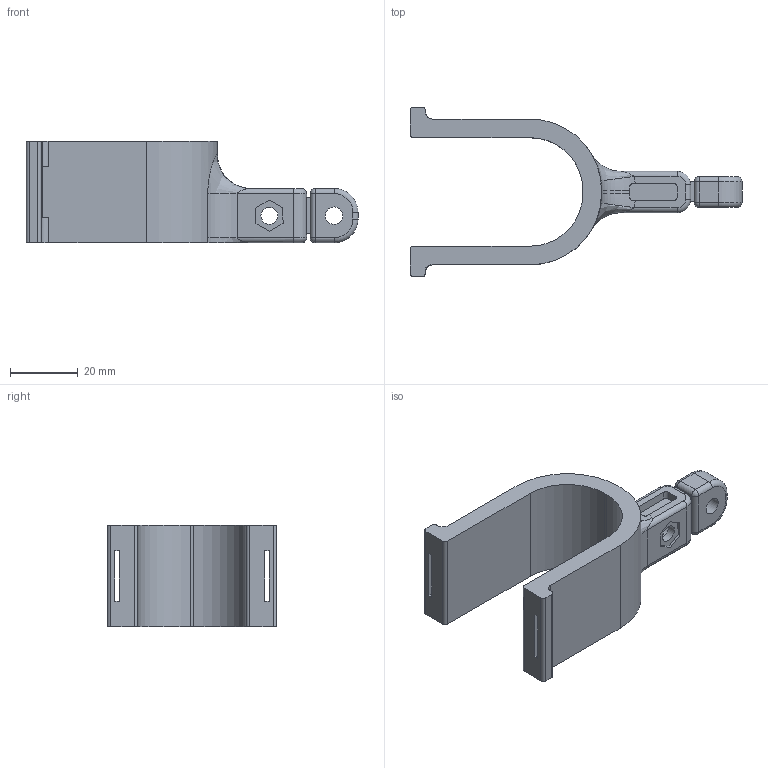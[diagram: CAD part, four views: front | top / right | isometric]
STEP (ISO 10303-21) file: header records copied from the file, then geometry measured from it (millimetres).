
FILE_DESCRIPTION(/* description */ (''),/* implementation_level */ '2;1');
FILE_NAME(/* name */ 'Bowflex C7.step',/* time_stamp */ '2022-11-12T20:01:02-05:00',/* author */ (''),/* organization */ (''),/* preprocessor_version */ 'ST-DEVELOPER v19.2',/* originating_system */ 'Autodesk Translation Framework v11.17.0.187',/* authorisation */ '');
FILE_SCHEMA (('AUTOMOTIVE_DESIGN { 1 0 10303 214 3 1 1 }'));
Length unit declared in the file: millimetre
Products named in the file (3): C7 Bike Mount; 30mm wide; Bowflex C7
Assembly tree (2 placements, depth 2):
  C7 Bike Mount
    30mm wide
    Bowflex C7
Bounding box: 97.97 x 50 x 30.03 mm (x, y, z)
Volume: 28252.7 mm3; surface area: 14239.8 mm2
Topology: 2 solids, 2 shells, 130 faces, 347 edges, 220 vertices
Faces by surface type: plane 60, cylinder 52, torus 10, bspline 4, sphere 4
Full cylindrical faces by diameter (mm): 5 x2, 5.15 x1
Entity records: 4482 total; most frequent: CARTESIAN_POINT 1068, DIRECTION 713, ORIENTED_EDGE 694, EDGE_CURVE 347, AXIS2_PLACEMENT_3D 252, VERTEX_POINT 220, LINE 209, VECTOR 209
